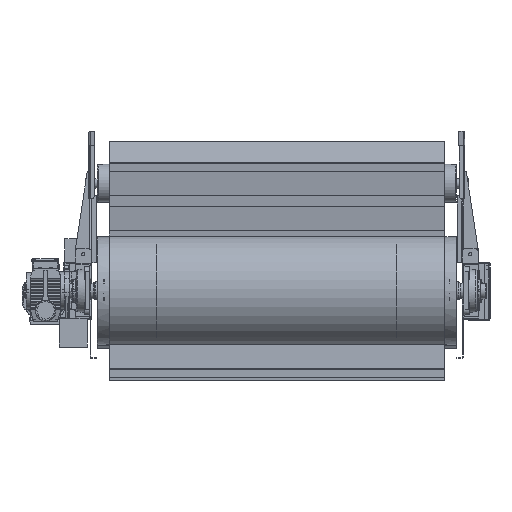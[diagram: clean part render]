
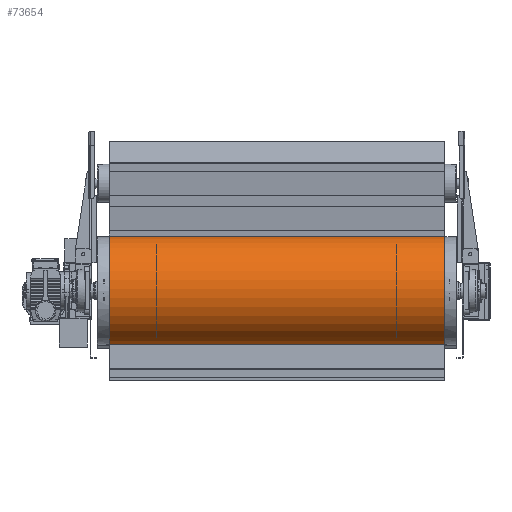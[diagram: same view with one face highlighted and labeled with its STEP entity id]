
A CAD part, front view. The second image highlights one B-rep face of the part: STEP entity #73654.
In plain terms, the highlighted cylindrical face has radius 233 mm (diameter 466 mm), a partial arc.
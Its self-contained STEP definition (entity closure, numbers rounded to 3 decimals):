
#2054=LINE('',#113121,#7545);
#2059=LINE('',#113130,#7550);
#7545=VECTOR('',#88649,10.);
#7550=VECTOR('',#88662,10.);
#15334=CYLINDRICAL_SURFACE('',#78481,233.);
#18963=FACE_OUTER_BOUND('',#23788,.T.);
#23788=EDGE_LOOP('',(#52420,#52421,#52422,#52423));
#28530=CIRCLE('',#78428,233.);
#28558=CIRCLE('',#78464,233.);
#32705=VERTEX_POINT('',#112855);
#32706=VERTEX_POINT('',#112857);
#32809=VERTEX_POINT('',#113080);
#32810=VERTEX_POINT('',#113082);
#40066=EDGE_CURVE('',#32705,#32706,#28530,.T.);
#40179=EDGE_CURVE('',#32809,#32810,#28558,.T.);
#40200=EDGE_CURVE('',#32810,#32705,#2054,.T.);
#40205=EDGE_CURVE('',#32809,#32706,#2059,.T.);
#52420=ORIENTED_EDGE('',*,*,#40205,.T.);
#52421=ORIENTED_EDGE('',*,*,#40066,.F.);
#52422=ORIENTED_EDGE('',*,*,#40200,.F.);
#52423=ORIENTED_EDGE('',*,*,#40179,.F.);
#73654=ADVANCED_FACE('',(#18963),#15334,.T.);
#78428=AXIS2_PLACEMENT_3D('',#112858,#88453,#88454);
#78464=AXIS2_PLACEMENT_3D('',#113083,#88610,#88611);
#78481=AXIS2_PLACEMENT_3D('',#113133,#88666,#88667);
#88453=DIRECTION('center_axis',(1.,0.,0.));
#88454=DIRECTION('ref_axis',(0.,-0.059,
-0.998));
#88610=DIRECTION('center_axis',(-1.,0.,0.));
#88611=DIRECTION('ref_axis',(0.,-0.059,
-0.998));
#88649=DIRECTION('',(1.,0.,0.));
#88662=DIRECTION('',(1.,0.,0.));
#88666=DIRECTION('center_axis',(-1.,0.,0.));
#88667=DIRECTION('ref_axis',(0.,-0.059,
-0.998));
#112855=CARTESIAN_POINT('',(751.617,-1598.704,103.357));
#112857=CARTESIAN_POINT('',(751.617,-1615.351,-349.118));
#112858=CARTESIAN_POINT('Origin',(751.617,-1551.963,-124.906));
#113080=CARTESIAN_POINT('',(-648.383,-1615.351,-349.118));
#113082=CARTESIAN_POINT('',(-648.383,-1598.704,103.357));
#113083=CARTESIAN_POINT('Origin',(-648.383,-1551.963,-124.906));
#113121=CARTESIAN_POINT('',(51.617,-1598.704,103.357));
#113130=CARTESIAN_POINT('',(51.617,-1615.351,-349.118));
#113133=CARTESIAN_POINT('Origin',(51.617,-1551.963,-124.906));
